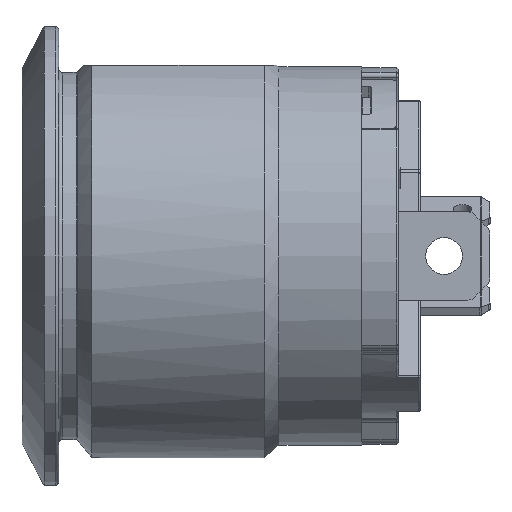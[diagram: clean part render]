
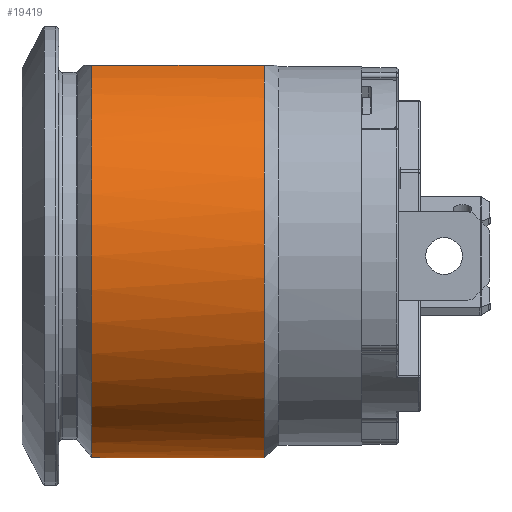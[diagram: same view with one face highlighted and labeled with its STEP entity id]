
A CAD part, front view. The second image highlights one B-rep face of the part: STEP entity #19419.
In plain terms, the highlighted cylindrical face has radius 11 mm (diameter 22 mm), a partial arc.
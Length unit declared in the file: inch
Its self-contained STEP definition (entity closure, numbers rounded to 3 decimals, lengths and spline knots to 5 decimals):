
#1916=FACE_OUTER_BOUND('',#3043,.T.);
#3043=EDGE_LOOP('',(#17102,#17103,#17104,#17105,#17106,#17107));
#4841=LINE('',#39818,#6657);
#4842=LINE('',#39823,#6658);
#6657=VECTOR('',#26167,0.37008);
#6658=VECTOR('',#26168,0.37008);
#6992=CIRCLE('',#19865,0.43307);
#6993=CIRCLE('',#19866,0.43307);
#7611=CIRCLE('',#21207,0.43307);
#7612=CIRCLE('',#21208,0.43307);
#7940=VERTEX_POINT('',#27786);
#7941=VERTEX_POINT('',#27787);
#7942=VERTEX_POINT('',#27789);
#9352=VERTEX_POINT('',#39817);
#9353=VERTEX_POINT('',#39819);
#9354=VERTEX_POINT('',#39825);
#9866=EDGE_CURVE('',#7940,#7941,#6992,.T.);
#9868=EDGE_CURVE('',#7941,#7942,#6993,.T.);
#12025=EDGE_CURVE('',#7940,#9352,#4841,.T.);
#12027=EDGE_CURVE('',#9353,#7942,#4842,.T.);
#12028=EDGE_CURVE('',#9353,#9354,#7611,.T.);
#12029=EDGE_CURVE('',#9354,#9352,#7612,.T.);
#17102=ORIENTED_EDGE('',*,*,#12028,.T.);
#17103=ORIENTED_EDGE('',*,*,#12029,.T.);
#17104=ORIENTED_EDGE('',*,*,#12025,.F.);
#17105=ORIENTED_EDGE('',*,*,#9866,.T.);
#17106=ORIENTED_EDGE('',*,*,#9868,.T.);
#17107=ORIENTED_EDGE('',*,*,#12027,.F.);
#18516=CYLINDRICAL_SURFACE('',#21206,0.43307);
#19419=ADVANCED_FACE('',(#1916),#18516,.T.);
#19865=AXIS2_PLACEMENT_3D('',#27788,#22089,#22090);
#19866=AXIS2_PLACEMENT_3D('',#27793,#22091,#22092);
#21206=AXIS2_PLACEMENT_3D('',#39824,#26169,#26170);
#21207=AXIS2_PLACEMENT_3D('',#39826,#26171,#26172);
#21208=AXIS2_PLACEMENT_3D('',#39827,#26173,#26174);
#22089=DIRECTION('center_axis',(1.,0.,0.));
#22090=DIRECTION('ref_axis',(0.,-0.326,0.945));
#22091=DIRECTION('center_axis',(1.,0.,0.));
#22092=DIRECTION('ref_axis',(0.,-0.326,0.945));
#26167=DIRECTION('',(1.,0.,0.));
#26168=DIRECTION('',(-1.,0.,0.));
#26169=DIRECTION('center_axis',(-1.,0.,0.));
#26170=DIRECTION('ref_axis',(0.,0.,
-1.));
#26171=DIRECTION('center_axis',(-1.,0.,0.));
#26172=DIRECTION('ref_axis',(0.,1.,0.));
#26173=DIRECTION('center_axis',(-1.,0.,0.));
#26174=DIRECTION('ref_axis',(0.,1.,0.));
#27786=CARTESIAN_POINT('',(0.07087,-0.14107,0.40945));
#27787=CARTESIAN_POINT('',(0.07087,-0.43307,0.));
#27788=CARTESIAN_POINT('Origin',(0.07087,0.,
0.));
#27789=CARTESIAN_POINT('',(0.07087,0.14107,0.40945));
#27793=CARTESIAN_POINT('Origin',(0.07087,0.,
0.));
#39817=CARTESIAN_POINT('',(0.44094,-0.14107,0.40945));
#39818=CARTESIAN_POINT('',(0.07087,-0.14107,0.40945));
#39819=CARTESIAN_POINT('',(0.44094,0.14107,0.40945));
#39823=CARTESIAN_POINT('',(0.44094,0.14107,0.40945));
#39824=CARTESIAN_POINT('Origin',(0.68602,0.,
0.));
#39825=CARTESIAN_POINT('',(0.44094,0.43307,0.));
#39826=CARTESIAN_POINT('Origin',(0.44094,0.,
0.));
#39827=CARTESIAN_POINT('Origin',(0.44094,0.,
0.));
